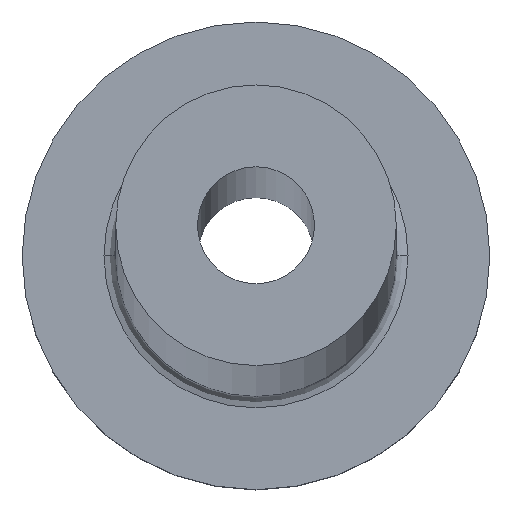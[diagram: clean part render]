
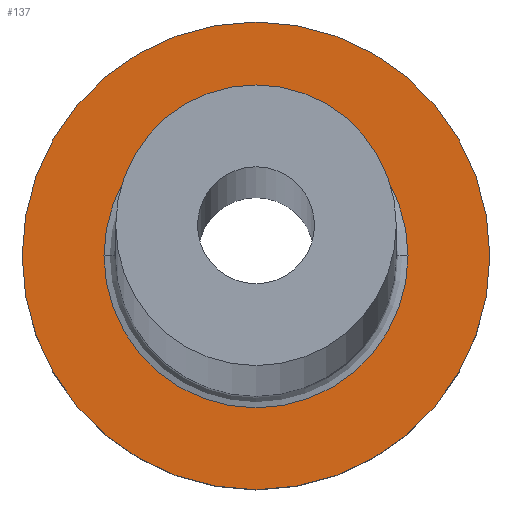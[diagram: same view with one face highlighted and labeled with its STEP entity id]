
A CAD part, top view. The second image highlights one B-rep face of the part: STEP entity #137.
In plain terms, the highlighted planar face has unit normal (0, 0, 1).
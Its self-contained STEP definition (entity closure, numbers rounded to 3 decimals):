
#4 = ORIENTED_EDGE ( 'NONE', *, *, #118, .T. ) ;
#13 = CARTESIAN_POINT ( 'NONE',  ( 0., 0., 7. ) ) ;
#26 = AXIS2_PLACEMENT_3D ( 'NONE', #13, #132, #367 ) ;
#38 = PLANE ( 'NONE',  #258 ) ;
#40 = CIRCLE ( 'NONE', #313, 6.5 ) ;
#50 = CARTESIAN_POINT ( 'NONE',  ( -6.5, 0., 7. ) ) ;
#70 = DIRECTION ( 'NONE',  ( 1., 0., 0. ) ) ;
#74 = FACE_BOUND ( 'NONE', #351, .T. ) ;
#78 = DIRECTION ( 'NONE',  ( 1., 0., 0. ) ) ;
#93 = AXIS2_PLACEMENT_3D ( 'NONE', #349, #202, #78 ) ;
#99 = ORIENTED_EDGE ( 'NONE', *, *, #255, .T. ) ;
#102 = CARTESIAN_POINT ( 'NONE',  ( 0., 0., 7. ) ) ;
#103 = DIRECTION ( 'NONE',  ( 0., 0., -1. ) ) ;
#111 = EDGE_CURVE ( 'NONE', #236, #379, #40, .T. ) ;
#117 = VERTEX_POINT ( 'NONE', #248 ) ;
#118 = EDGE_CURVE ( 'NONE', #379, #236, #129, .T. ) ;
#128 = VERTEX_POINT ( 'NONE', #370 ) ;
#129 = CIRCLE ( 'NONE', #145, 6.5 ) ;
#130 = FACE_OUTER_BOUND ( 'NONE', #207, .T. ) ;
#132 = DIRECTION ( 'NONE',  ( 0., 0., 1. ) ) ;
#137 = ADVANCED_FACE ( 'NONE', ( #74, #130 ), #38, .T. ) ;
#145 = AXIS2_PLACEMENT_3D ( 'NONE', #249, #103, #70 ) ;
#161 = CARTESIAN_POINT ( 'NONE',  ( 0., 0., 7. ) ) ;
#163 = DIRECTION ( 'NONE',  ( 1., 0., 0. ) ) ;
#185 = ORIENTED_EDGE ( 'NONE', *, *, #194, .T. ) ;
#194 = EDGE_CURVE ( 'NONE', #117, #128, #246, .T. ) ;
#195 = DIRECTION ( 'NONE',  ( 1., 0., 0. ) ) ;
#202 = DIRECTION ( 'NONE',  ( 0., 0., 1. ) ) ;
#207 = EDGE_LOOP ( 'NONE', ( #185, #99 ) ) ;
#219 = DIRECTION ( 'NONE',  ( 0., 0., 1. ) ) ;
#236 = VERTEX_POINT ( 'NONE', #50 ) ;
#246 = CIRCLE ( 'NONE', #26, 10. ) ;
#248 = CARTESIAN_POINT ( 'NONE',  ( -10., 0., 7. ) ) ;
#249 = CARTESIAN_POINT ( 'NONE',  ( 0., 0., 7. ) ) ;
#252 = CIRCLE ( 'NONE', #93, 10. ) ;
#255 = EDGE_CURVE ( 'NONE', #128, #117, #252, .T. ) ;
#258 = AXIS2_PLACEMENT_3D ( 'NONE', #102, #219, #163 ) ;
#259 = CARTESIAN_POINT ( 'NONE',  ( 6.5, 0., 7. ) ) ;
#280 = DIRECTION ( 'NONE',  ( 0., 0., -1. ) ) ;
#306 = ORIENTED_EDGE ( 'NONE', *, *, #111, .T. ) ;
#313 = AXIS2_PLACEMENT_3D ( 'NONE', #161, #280, #195 ) ;
#349 = CARTESIAN_POINT ( 'NONE',  ( 0., 0., 7. ) ) ;
#351 = EDGE_LOOP ( 'NONE', ( #4, #306 ) ) ;
#367 = DIRECTION ( 'NONE',  ( 1., 0., 0. ) ) ;
#370 = CARTESIAN_POINT ( 'NONE',  ( 10., 0., 7. ) ) ;
#379 = VERTEX_POINT ( 'NONE', #259 ) ;
